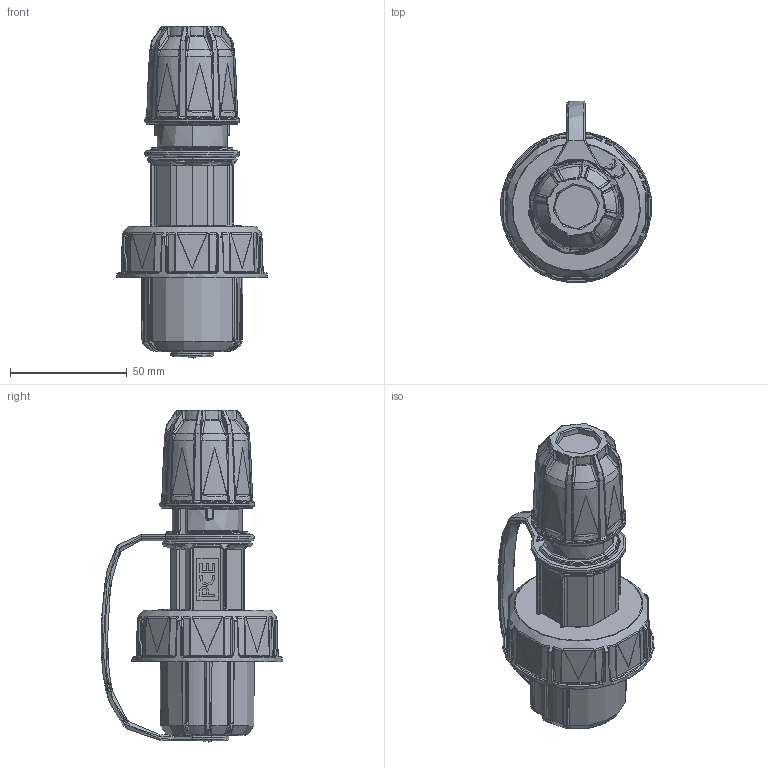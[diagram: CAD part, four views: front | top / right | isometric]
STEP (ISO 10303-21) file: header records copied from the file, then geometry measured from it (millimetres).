
FILE_DESCRIPTION (( 'STEP AP203' ), '1' );
FILE_NAME ('20051-b.STEP', '2018-06-06T06:41:50', ( '' ), ( '' ), 'SwSTEP 2.0', 'SolidWorks 2016', '' );
FILE_SCHEMA (( 'CONFIG_CONTROL_DESIGN' ));
Length unit declared in the file: millimetre
Products named in the file (1): 20051-b
Bounding box: 64.84 x 78.01 x 142.47 mm (x, y, z)
Volume: 183190.5 mm3; surface area: 32896.6 mm2
Topology: 1 solids, 1 shells, 1862 faces, 4370 edges, 2459 vertices
Faces by surface type: bspline 894, cylinder 311, plane 247, torus 233, sphere 121, cone 56
Full cylindrical faces by diameter (mm): 9.3 x1, 41.2 x1
Entity records: 78247 total; most frequent: CARTESIAN_POINT 42799, ORIENTED_EDGE 8546, DIRECTION 5944, EDGE_CURVE 4273, AXIS2_PLACEMENT_3D 2607, VERTEX_POINT 2449, EDGE_LOOP 1904, FACE_OUTER_BOUND 1872
